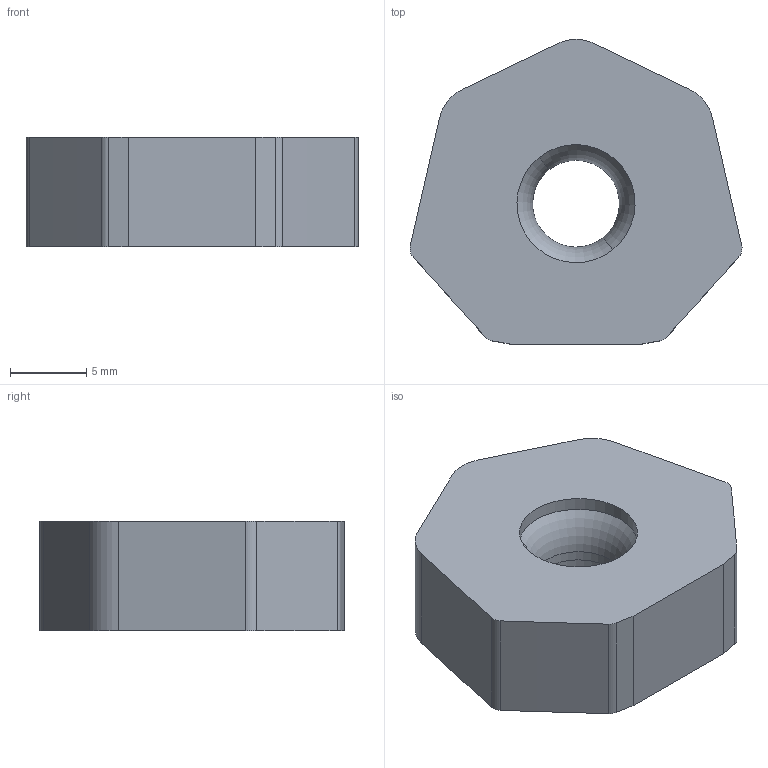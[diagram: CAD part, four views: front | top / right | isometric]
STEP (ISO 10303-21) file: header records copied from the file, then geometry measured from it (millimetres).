
FILE_DESCRIPTION((''),'2;1');
FILE_NAME('WNEU2007ZEN7C-WP','2018-02-09T',('hirohoki'),('PTC Japan'),'CREO PARAMETRIC BY PTC INC, 2016260','CREO PARAMETRIC BY PTC INC, 2016260','');
FILE_SCHEMA(('AUTOMOTIVE_DESIGN { 1 0 10303 214 1 1 1 1 }'));
Length unit declared in the file: millimetre
Products named in the file (1): WNEU2007ZEN7C-WP
Bounding box: 21.82 x 20.04 x 7.2 mm (x, y, z)
Volume: 2147.3 mm3; surface area: 1221 mm2
Topology: 1 solids, 1 shells, 31 faces, 92 edges, 64 vertices
Faces by surface type: cylinder 17, plane 10, torus 4
Entity records: 1408 total; most frequent: DIRECTION 207, CARTESIAN_POINT 176, ORIENTED_EDGE 152, PRESENTATION_STYLE_ASSIGNMENT 96, STYLED_ITEM 96, CURVE_STYLE 95, AXIS2_PLACEMENT_3D 81, EDGE_CURVE 76
